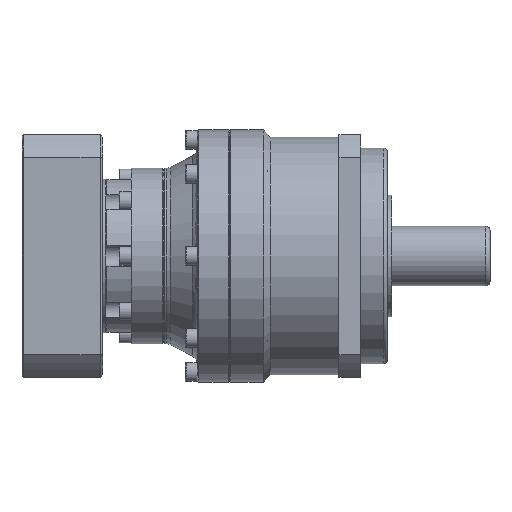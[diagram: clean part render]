
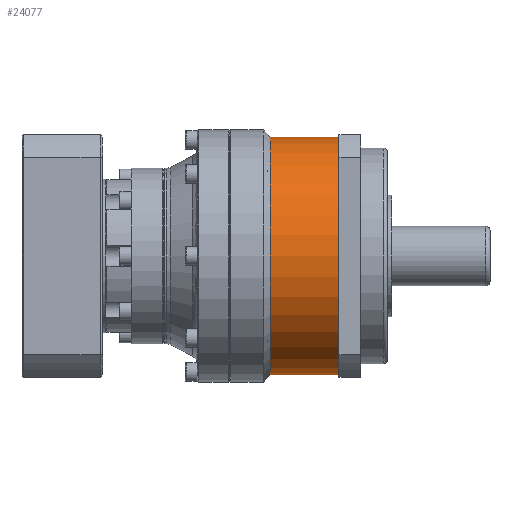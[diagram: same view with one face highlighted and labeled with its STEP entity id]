
A CAD part, front view. The second image highlights one B-rep face of the part: STEP entity #24077.
In plain terms, the highlighted cylindrical face has radius 44 mm (diameter 88 mm), a partial arc.
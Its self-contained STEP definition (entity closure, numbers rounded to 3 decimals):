
#562 = CARTESIAN_POINT ( 'NONE',  ( -81.5, 0., -44. ) ) ;
#1224 = LINE ( 'NONE', #24505, #12453 ) ;
#1275 = EDGE_CURVE ( 'NONE', #21715, #13528, #1224, .T. ) ;
#2728 = VECTOR ( 'NONE', #17236, 1000. ) ;
#2786 = AXIS2_PLACEMENT_3D ( 'NONE', #18751, #25097, #6607 ) ;
#3173 = AXIS2_PLACEMENT_3D ( 'NONE', #22885, #10588, #24943 ) ;
#4214 = EDGE_CURVE ( 'NONE', #24144, #7017, #8388, .T. ) ;
#6107 = CIRCLE ( 'NONE', #21926, 44. ) ;
#6306 = DIRECTION ( 'NONE',  ( 1., 0., 0. ) ) ;
#6607 = DIRECTION ( 'NONE',  ( 0., 0., 1. ) ) ;
#7017 = VERTEX_POINT ( 'NONE', #23239 ) ;
#8388 = LINE ( 'NONE', #17193, #2728 ) ;
#9177 = ORIENTED_EDGE ( 'NONE', *, *, #4214, .T. ) ;
#10588 = DIRECTION ( 'NONE',  ( -1., 0., 0. ) ) ;
#12453 = VECTOR ( 'NONE', #24758, 1000. ) ;
#13528 = VERTEX_POINT ( 'NONE', #562 ) ;
#14410 = EDGE_CURVE ( 'NONE', #7017, #13528, #6107, .T. ) ;
#15947 = EDGE_CURVE ( 'NONE', #21715, #24144, #26248, .T. ) ;
#15955 = CARTESIAN_POINT ( 'NONE',  ( -56., 0., -44. ) ) ;
#16257 = ORIENTED_EDGE ( 'NONE', *, *, #1275, .F. ) ;
#17193 = CARTESIAN_POINT ( 'NONE',  ( -68.75, 0., 44. ) ) ;
#17236 = DIRECTION ( 'NONE',  ( -1., 0., 0. ) ) ;
#18027 = CYLINDRICAL_SURFACE ( 'NONE', #2786, 44. ) ;
#18725 = CARTESIAN_POINT ( 'NONE',  ( -81.5, 0., 0. ) ) ;
#18751 = CARTESIAN_POINT ( 'NONE',  ( -68.75, 0., 0. ) ) ;
#20159 = EDGE_LOOP ( 'NONE', ( #16257, #24005, #9177, #25371 ) ) ;
#20811 = DIRECTION ( 'NONE',  ( 0., 0., 1. ) ) ;
#21715 = VERTEX_POINT ( 'NONE', #15955 ) ;
#21926 = AXIS2_PLACEMENT_3D ( 'NONE', #18725, #6306, #20811 ) ;
#22885 = CARTESIAN_POINT ( 'NONE',  ( -56., 0., 0. ) ) ;
#23239 = CARTESIAN_POINT ( 'NONE',  ( -81.5, 0., 44. ) ) ;
#24005 = ORIENTED_EDGE ( 'NONE', *, *, #15947, .T. ) ;
#24077 = ADVANCED_FACE ( 'NONE', ( #26033 ), #18027, .T. ) ;
#24144 = VERTEX_POINT ( 'NONE', #25181 ) ;
#24505 = CARTESIAN_POINT ( 'NONE',  ( -68.75, 0., -44. ) ) ;
#24758 = DIRECTION ( 'NONE',  ( -1., 0., 0. ) ) ;
#24943 = DIRECTION ( 'NONE',  ( 0., 0., 1. ) ) ;
#25097 = DIRECTION ( 'NONE',  ( -1., 0., 0. ) ) ;
#25181 = CARTESIAN_POINT ( 'NONE',  ( -56., 0., 44. ) ) ;
#25371 = ORIENTED_EDGE ( 'NONE', *, *, #14410, .T. ) ;
#26033 = FACE_OUTER_BOUND ( 'NONE', #20159, .T. ) ;
#26248 = CIRCLE ( 'NONE', #3173, 44. ) ;
